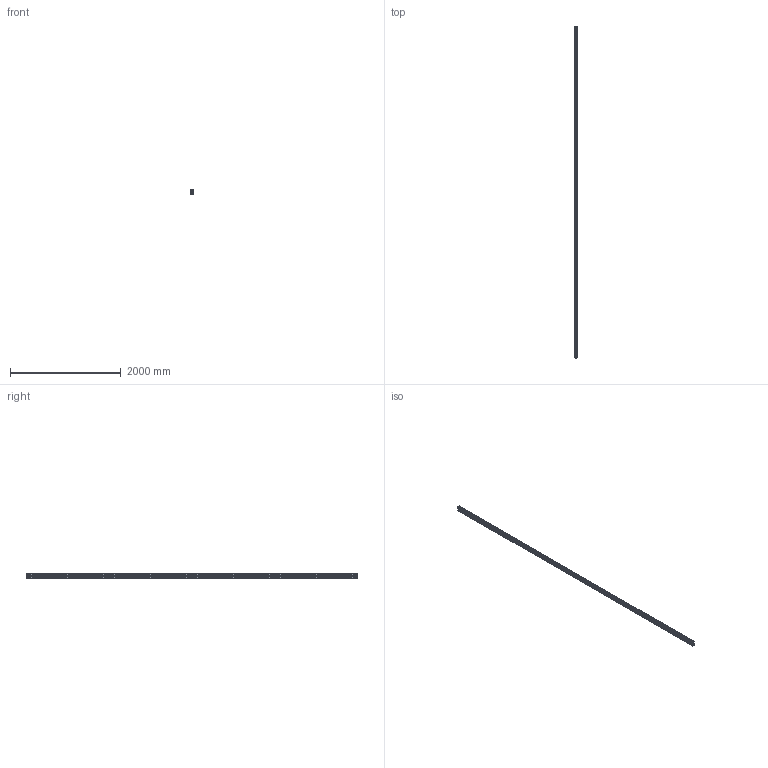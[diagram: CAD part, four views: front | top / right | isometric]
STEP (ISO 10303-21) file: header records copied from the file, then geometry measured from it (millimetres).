
FILE_DESCRIPTION((''),'2;1');
FILE_NAME('648860_ASM','2018-12-05T13:58:28',('tomasz.grudniewski'),(''),'CREO PARAMETRIC BY PTC INC, 2018260','CREO PARAMETRIC BY PTC INC, 2018260','');
FILE_SCHEMA(('CONFIG_CONTROL_DESIGN'));
Length unit declared in the file: millimetre
Products named in the file (2): 644360_PRT; 648860_ASM
Assembly tree (2 placements, depth 2):
  648860_ASM
    644360_PRT  x2
Bounding box: 41 x 6000 x 82 mm (x, y, z)
Volume: 3479454.4 mm3; surface area: 2979648.8 mm2
Topology: 2 solids, 2 shells, 2988 faces, 8856 edges, 5872 vertices
Faces by surface type: plane 1524, cylinder 1464
Entity records: 51807 total; most frequent: DIRECTION 8888, CARTESIAN_POINT 8862, ORIENTED_EDGE 8856, EDGE_CURVE 4428, VECTOR 2964, LINE 2964, AXIS2_PLACEMENT_3D 2962, VERTEX_POINT 2936
